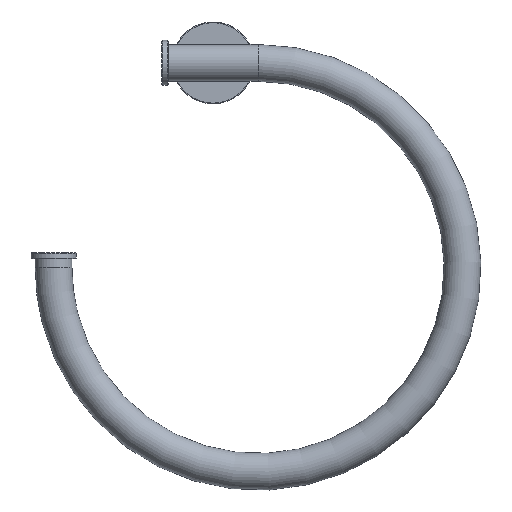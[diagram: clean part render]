
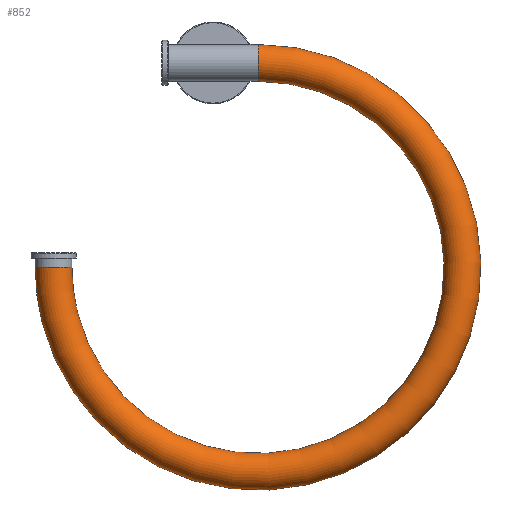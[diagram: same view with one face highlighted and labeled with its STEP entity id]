
A CAD part, front view. The second image highlights one B-rep face of the part: STEP entity #852.
In plain terms, the highlighted toroidal (fillet/blend) face has major radius 100 mm and minor radius 9 mm.
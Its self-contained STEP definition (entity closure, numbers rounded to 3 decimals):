
#65=TOROIDAL_SURFACE('',#1134,100.,9.);
#336=ORIENTED_EDGE('',*,*,#440,.F.);
#337=ORIENTED_EDGE('',*,*,#428,.F.);
#428=EDGE_CURVE('',#506,#506,#550,.T.);
#440=EDGE_CURVE('',#516,#516,#560,.F.);
#506=VERTEX_POINT('',#4409);
#516=VERTEX_POINT('',#4781);
#550=CIRCLE('',#1113,9.);
#560=CIRCLE('',#1133,9.);
#657=EDGE_LOOP('',(#336));
#658=EDGE_LOOP('',(#337));
#762=FACE_BOUND('',#657,.T.);
#763=FACE_BOUND('',#658,.T.);
#852=ADVANCED_FACE('',(#762,#763),#65,.T.);
#1113=AXIS2_PLACEMENT_3D('',#4408,#1290,#1291);
#1133=AXIS2_PLACEMENT_3D('',#4780,#1330,#1331);
#1134=AXIS2_PLACEMENT_3D('',#4782,#1332,#1333);
#1290=DIRECTION('',(-1.,0.,0.));
#1291=DIRECTION('',(0.,0.,1.));
#1330=DIRECTION('',(0.,-1.,0.));
#1331=DIRECTION('',(0.,0.,1.));
#1332=DIRECTION('',(0.,0.,-1.));
#1333=DIRECTION('',(-1.,0.,0.));
#4408=CARTESIAN_POINT('',(22.,0.,0.));
#4409=CARTESIAN_POINT('',(22.,0.,9.));
#4780=CARTESIAN_POINT('',(-78.,-100.,0.));
#4781=CARTESIAN_POINT('',(-78.,-100.,9.));
#4782=CARTESIAN_POINT('',(22.,-100.,0.));
